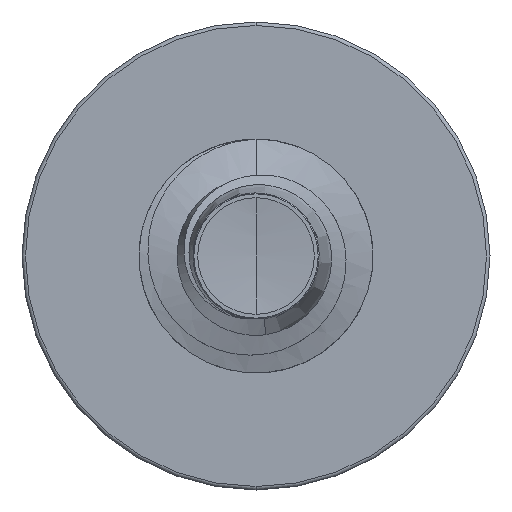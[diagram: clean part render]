
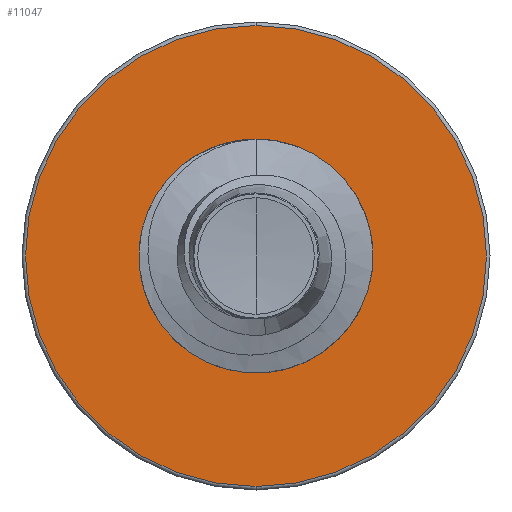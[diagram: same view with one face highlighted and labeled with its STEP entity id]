
A CAD part, front view. The second image highlights one B-rep face of the part: STEP entity #11047.
In plain terms, the highlighted planar face has unit normal (0, -1, 0).
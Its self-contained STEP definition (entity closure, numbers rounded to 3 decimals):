
#285 = AXIS2_PLACEMENT_3D ( 'NONE', #4900, #9675, #8856 ) ;
#557 = VERTEX_POINT ( 'NONE', #8254 ) ;
#707 = CIRCLE ( 'NONE', #10627, 4.925 ) ;
#1011 = FACE_OUTER_BOUND ( 'NONE', #2474, .T. ) ;
#1171 = ORIENTED_EDGE ( 'NONE', *, *, #11366, .F. ) ;
#1269 = EDGE_LOOP ( 'NONE', ( #4339, #9836 ) ) ;
#1519 = ORIENTED_EDGE ( 'NONE', *, *, #4190, .F. ) ;
#1686 = AXIS2_PLACEMENT_3D ( 'NONE', #5181, #6368, #5301 ) ;
#1858 = DIRECTION ( 'NONE',  ( 0., 1., 0. ) ) ;
#1896 = VERTEX_POINT ( 'NONE', #6596 ) ;
#2169 = VERTEX_POINT ( 'NONE', #9514 ) ;
#2281 = PLANE ( 'NONE',  #285 ) ;
#2474 = EDGE_LOOP ( 'NONE', ( #1519, #1171 ) ) ;
#3120 = EDGE_CURVE ( 'NONE', #10438, #2169, #5260, .T. ) ;
#3783 = AXIS2_PLACEMENT_3D ( 'NONE', #4539, #11204, #5507 ) ;
#3898 = CIRCLE ( 'NONE', #3783, 2.165 ) ;
#4190 = EDGE_CURVE ( 'NONE', #1896, #557, #11993, .T. ) ;
#4339 = ORIENTED_EDGE ( 'NONE', *, *, #12239, .T. ) ;
#4539 = CARTESIAN_POINT ( 'NONE',  ( 0., 8.5, 0. ) ) ;
#4639 = CARTESIAN_POINT ( 'NONE',  ( 0., 8.5, 0. ) ) ;
#4900 = CARTESIAN_POINT ( 'NONE',  ( 0., 8.5, -2.165 ) ) ;
#5181 = CARTESIAN_POINT ( 'NONE',  ( 0., 8.5, 0. ) ) ;
#5260 = CIRCLE ( 'NONE', #1686, 2.165 ) ;
#5301 = DIRECTION ( 'NONE',  ( 0., 0., 1. ) ) ;
#5507 = DIRECTION ( 'NONE',  ( 0., 0., 1. ) ) ;
#5606 = DIRECTION ( 'NONE',  ( 0., 0., 1. ) ) ;
#6311 = CARTESIAN_POINT ( 'NONE',  ( 0., 8.5, -2.165 ) ) ;
#6368 = DIRECTION ( 'NONE',  ( 0., 1., 0. ) ) ;
#6596 = CARTESIAN_POINT ( 'NONE',  ( 0., 8.5, 4.925 ) ) ;
#7456 = CARTESIAN_POINT ( 'NONE',  ( 0., 8.5, 0. ) ) ;
#8194 = FACE_BOUND ( 'NONE', #1269, .T. ) ;
#8254 = CARTESIAN_POINT ( 'NONE',  ( 0., 8.5, -4.925 ) ) ;
#8423 = DIRECTION ( 'NONE',  ( 0., 0., 1. ) ) ;
#8856 = DIRECTION ( 'NONE',  ( 0., 0., 1. ) ) ;
#9514 = CARTESIAN_POINT ( 'NONE',  ( 0., 8.5, 2.165 ) ) ;
#9675 = DIRECTION ( 'NONE',  ( 0., 1., 0. ) ) ;
#9836 = ORIENTED_EDGE ( 'NONE', *, *, #3120, .T. ) ;
#10438 = VERTEX_POINT ( 'NONE', #6311 ) ;
#10534 = AXIS2_PLACEMENT_3D ( 'NONE', #7456, #1858, #8423 ) ;
#10627 = AXIS2_PLACEMENT_3D ( 'NONE', #4639, #11304, #5606 ) ;
#11047 = ADVANCED_FACE ( 'NONE', ( #1011, #8194 ), #2281, .F. ) ;
#11204 = DIRECTION ( 'NONE',  ( 0., 1., 0. ) ) ;
#11304 = DIRECTION ( 'NONE',  ( 0., 1., 0. ) ) ;
#11366 = EDGE_CURVE ( 'NONE', #557, #1896, #707, .T. ) ;
#11993 = CIRCLE ( 'NONE', #10534, 4.925 ) ;
#12239 = EDGE_CURVE ( 'NONE', #2169, #10438, #3898, .T. ) ;
